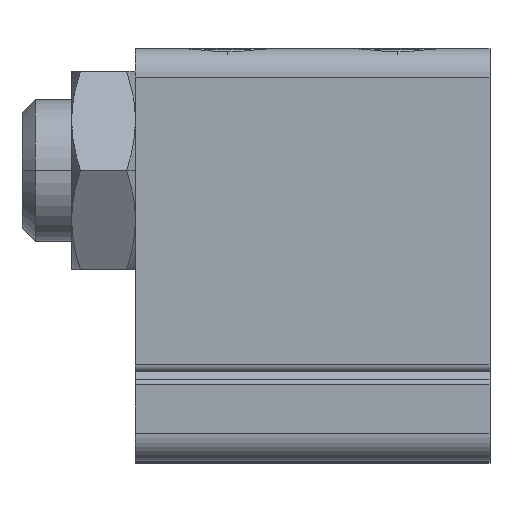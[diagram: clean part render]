
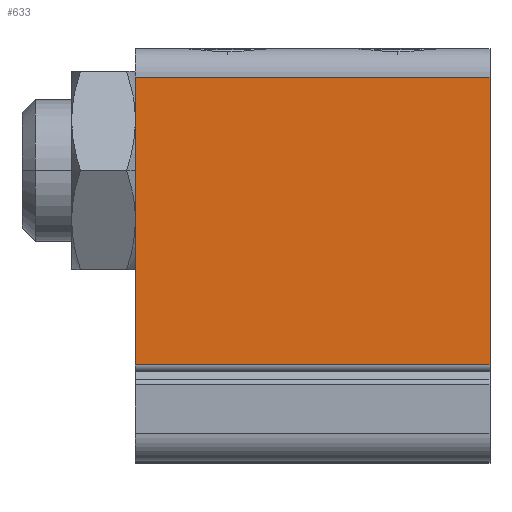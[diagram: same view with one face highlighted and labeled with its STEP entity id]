
A CAD part, top view. The second image highlights one B-rep face of the part: STEP entity #633.
In plain terms, the highlighted planar face has unit normal (0, 0, 1).
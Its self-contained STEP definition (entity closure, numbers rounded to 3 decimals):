
#174 = ORIENTED_EDGE ( 'NONE', *, *, #3141, .T. ) ;
#228 = LINE ( 'NONE', #5136, #2325 ) ;
#250 = CARTESIAN_POINT ( 'NONE',  ( 25., 44.707, 37. ) ) ;
#251 = ORIENTED_EDGE ( 'NONE', *, *, #3011, .F. ) ;
#475 = PLANE ( 'NONE',  #2724 ) ;
#633 = ADVANCED_FACE ( 'NONE', ( #876 ), #475, .F. ) ;
#838 = ORIENTED_EDGE ( 'NONE', *, *, #2791, .F. ) ;
#876 = FACE_OUTER_BOUND ( 'NONE', #1074, .T. ) ;
#981 = CARTESIAN_POINT ( 'NONE',  ( 25., 65., 37. ) ) ;
#990 = DIRECTION ( 'NONE',  ( 0., 0., -1. ) ) ;
#1015 = DIRECTION ( 'NONE',  ( -1., 0., 0. ) ) ;
#1074 = EDGE_LOOP ( 'NONE', ( #4031, #251, #838, #174 ) ) ;
#1278 = EDGE_CURVE ( 'NONE', #3881, #2020, #3466, .T. ) ;
#1412 = VECTOR ( 'NONE', #5018, 1000. ) ;
#1436 = CARTESIAN_POINT ( 'NONE',  ( 0., 65., 37. ) ) ;
#2020 = VERTEX_POINT ( 'NONE', #4827 ) ;
#2160 = VERTEX_POINT ( 'NONE', #2754 ) ;
#2270 = DIRECTION ( 'NONE',  ( 0., -1., 0. ) ) ;
#2325 = VECTOR ( 'NONE', #4368, 1000. ) ;
#2518 = CARTESIAN_POINT ( 'NONE',  ( 25., 44.707, 37. ) ) ;
#2672 = LINE ( 'NONE', #1436, #4839 ) ;
#2724 = AXIS2_PLACEMENT_3D ( 'NONE', #981, #990, #1015 ) ;
#2754 = CARTESIAN_POINT ( 'NONE',  ( 0., 65., 37. ) ) ;
#2791 = EDGE_CURVE ( 'NONE', #2160, #3958, #228, .T. ) ;
#3011 = EDGE_CURVE ( 'NONE', #3958, #3881, #4280, .T. ) ;
#3141 = EDGE_CURVE ( 'NONE', #2160, #2020, #2672, .T. ) ;
#3180 = VECTOR ( 'NONE', #4178, 1000. ) ;
#3466 = LINE ( 'NONE', #2518, #1412 ) ;
#3881 = VERTEX_POINT ( 'NONE', #250 ) ;
#3958 = VERTEX_POINT ( 'NONE', #4300 ) ;
#4031 = ORIENTED_EDGE ( 'NONE', *, *, #1278, .F. ) ;
#4178 = DIRECTION ( 'NONE',  ( 0., -1., 0. ) ) ;
#4280 = LINE ( 'NONE', #4292, #3180 ) ;
#4292 = CARTESIAN_POINT ( 'NONE',  ( 25., 65., 37. ) ) ;
#4300 = CARTESIAN_POINT ( 'NONE',  ( 25., 65., 37. ) ) ;
#4368 = DIRECTION ( 'NONE',  ( 1., 0., 0. ) ) ;
#4827 = CARTESIAN_POINT ( 'NONE',  ( 0., 44.707, 37. ) ) ;
#4839 = VECTOR ( 'NONE', #2270, 1000. ) ;
#5018 = DIRECTION ( 'NONE',  ( -1., 0., 0. ) ) ;
#5136 = CARTESIAN_POINT ( 'NONE',  ( 25., 65., 37. ) ) ;
